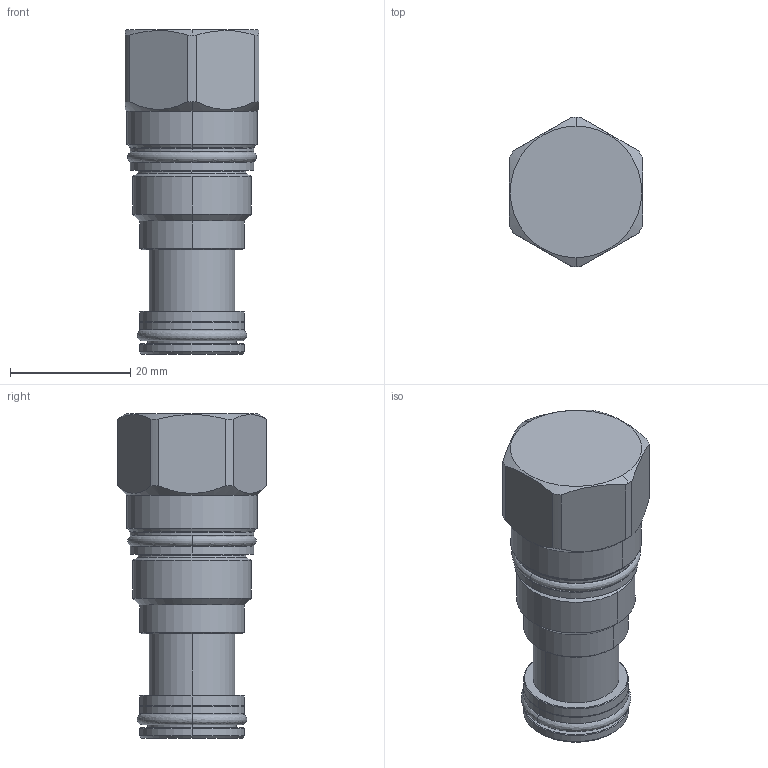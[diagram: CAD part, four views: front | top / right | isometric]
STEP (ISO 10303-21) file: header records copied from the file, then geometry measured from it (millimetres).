
FILE_DESCRIPTION((''),'2;1');
FILE_NAME('FQCA-XAN_PRT','2013-11-20T',('Administrator'),(''),'PRO/ENGINEER BY PARAMETRIC TECHNOLOGY CORPORATION, 2006240','PRO/ENGINEER BY PARAMETRIC TECHNOLOGY CORPORATION, 2006240','');
FILE_SCHEMA(('CONFIG_CONTROL_DESIGN'));
Length unit declared in the file: inch
Products named in the file (1): FQCA-XAN_PRT
Bounding box: 22.23 x 24.84 x 53.87 mm (x, y, z)
Volume: 16089.6 mm3; surface area: 5245.9 mm2
Topology: 3 solids, 4 shells, 98 faces, 212 edges, 126 vertices
Faces by surface type: cylinder 32, torus 20, cone 20, plane 18, revolution 8
Entity records: 3260 total; most frequent: CARTESIAN_POINT 1032, DIRECTION 498, ORIENTED_EDGE 424, AXIS2_PLACEMENT_3D 216, EDGE_CURVE 212, VERTEX_POINT 126, CIRCLE 126, EDGE_LOOP 108
